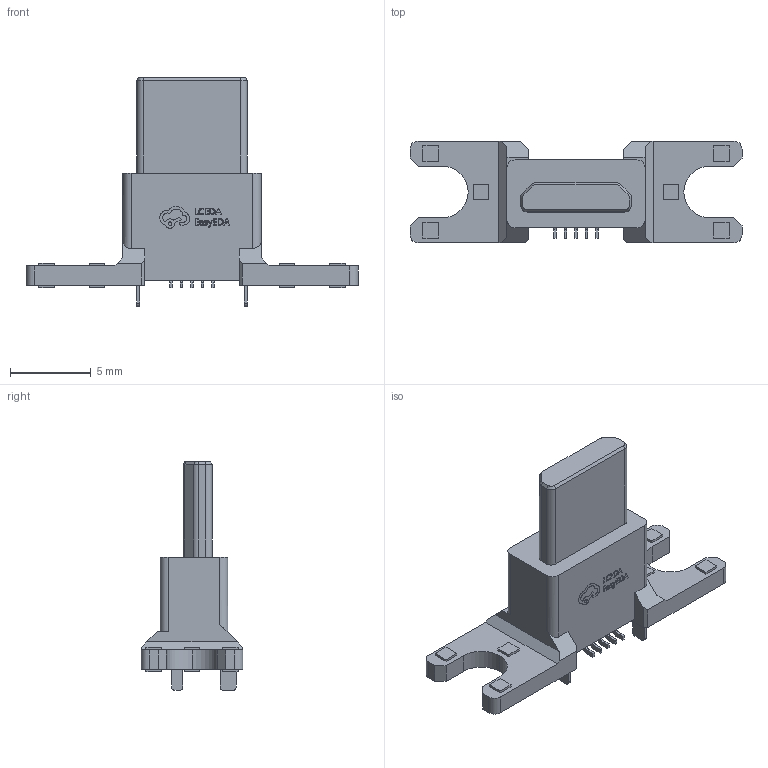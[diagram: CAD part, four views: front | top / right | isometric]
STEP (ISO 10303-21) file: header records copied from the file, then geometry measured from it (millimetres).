
FILE_DESCRIPTION (( 'STEP AP214' ), '1' );
FILE_NAME ('MICRO-USB_SMD_ZX80-B-5SA-30.step', '2022-07-07T03:09:47', ( '' ), ( '' ), 'SwSTEP 2.0', 'SolidWorks 2020', '' );
FILE_SCHEMA (( 'AUTOMOTIVE_DESIGN' ));
Length unit declared in the file: millimetre
Products named in the file (1): MICRO-USB_SMD_ZX80-B-5SA-30
Bounding box: 20.55 x 6.3 x 14.15 mm (x, y, z)
Volume: 389.2 mm3; surface area: 551.3 mm2
Topology: 2 solids, 2 shells, 518 faces, 1374 edges, 912 vertices
Faces by surface type: plane 355, bspline 112, cylinder 45, cone 6
Entity records: 22222 total; most frequent: CARTESIAN_POINT 4915, ORIENTED_EDGE 2748, DIRECTION 2052, EDGE_CURVE 1374, LINE 1050, VECTOR 1050, VERTEX_POINT 912, EDGE_LOOP 570
